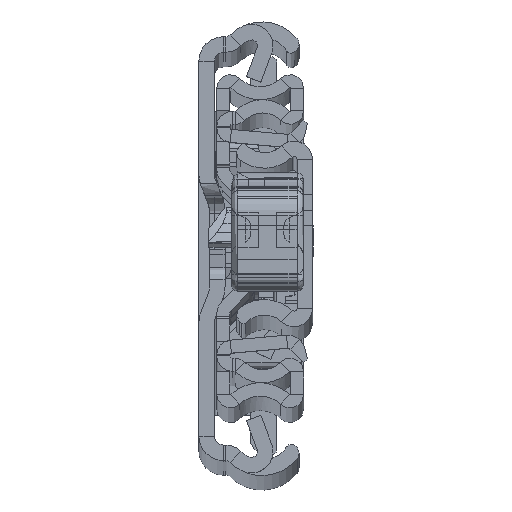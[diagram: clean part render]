
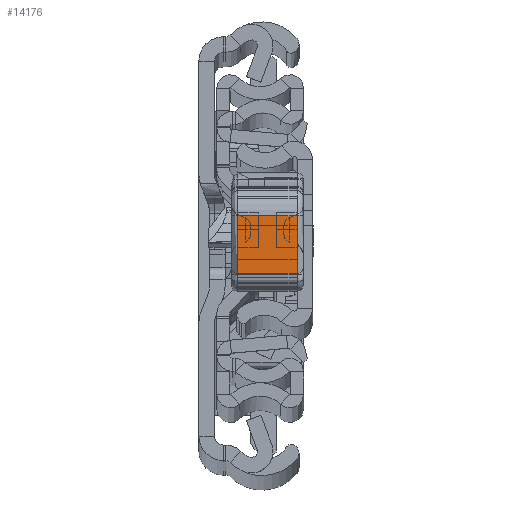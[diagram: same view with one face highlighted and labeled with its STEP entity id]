
A CAD part, top view. The second image highlights one B-rep face of the part: STEP entity #14176.
In plain terms, the highlighted face is planar.
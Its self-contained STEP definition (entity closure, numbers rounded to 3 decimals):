
#1120 = DIRECTION ( 'NONE',  ( -1., 0.027, 0. ) ) ;
#2238 = VECTOR ( 'NONE', #4576, 1000. ) ;
#4211 = CARTESIAN_POINT ( 'NONE',  ( 39.55, -12.274, 10. ) ) ;
#4576 = DIRECTION ( 'NONE',  ( -0.027, -1., 0. ) ) ;
#4694 = EDGE_CURVE ( 'NONE', #29443, #18690, #15073, .T. ) ;
#7661 = CARTESIAN_POINT ( 'NONE',  ( 39.818, -2.465, 0. ) ) ;
#8745 = FACE_OUTER_BOUND ( 'NONE', #32023, .T. ) ;
#9968 = ORIENTED_EDGE ( 'NONE', *, *, #4694, .T. ) ;
#10676 = LINE ( 'NONE', #21321, #23180 ) ;
#12557 = VECTOR ( 'NONE', #15377, 1000. ) ;
#13863 = EDGE_CURVE ( 'NONE', #18690, #25418, #29483, .T. ) ;
#13864 = ORIENTED_EDGE ( 'NONE', *, *, #22738, .T. ) ;
#14176 = ADVANCED_FACE ( 'NONE', ( #8745 ), #14867, .F. ) ;
#14867 = PLANE ( 'NONE',  #31105 ) ;
#15073 = LINE ( 'NONE', #32015, #20881 ) ;
#15377 = DIRECTION ( 'NONE',  ( 0., 0., -1. ) ) ;
#15778 = EDGE_CURVE ( 'NONE', #23882, #29443, #10676, .T. ) ;
#18690 = VERTEX_POINT ( 'NONE', #35143 ) ;
#20881 = VECTOR ( 'NONE', #26601, 1000. ) ;
#21321 = CARTESIAN_POINT ( 'NONE',  ( 39.55, -12.274, 0. ) ) ;
#22275 = DIRECTION ( 'NONE',  ( -0.027, -1., 0. ) ) ;
#22738 = EDGE_CURVE ( 'NONE', #25418, #23882, #28541, .T. ) ;
#23180 = VECTOR ( 'NONE', #32324, 1000. ) ;
#23882 = VERTEX_POINT ( 'NONE', #26594 ) ;
#25176 = ORIENTED_EDGE ( 'NONE', *, *, #15778, .T. ) ;
#25418 = VERTEX_POINT ( 'NONE', #33971 ) ;
#25884 = CARTESIAN_POINT ( 'NONE',  ( 39.55, -12.274, 11. ) ) ;
#26594 = CARTESIAN_POINT ( 'NONE',  ( 39.55, -12.274, 0. ) ) ;
#26601 = DIRECTION ( 'NONE',  ( 0., 0., 1. ) ) ;
#28541 = LINE ( 'NONE', #29065, #12557 ) ;
#29065 = CARTESIAN_POINT ( 'NONE',  ( 39.55, -12.274, 11. ) ) ;
#29443 = VERTEX_POINT ( 'NONE', #7661 ) ;
#29483 = LINE ( 'NONE', #4211, #2238 ) ;
#31105 = AXIS2_PLACEMENT_3D ( 'NONE', #25884, #1120, #22275 ) ;
#32015 = CARTESIAN_POINT ( 'NONE',  ( 39.818, -2.465, 11. ) ) ;
#32023 = EDGE_LOOP ( 'NONE', ( #13864, #25176, #9968, #33594 ) ) ;
#32324 = DIRECTION ( 'NONE',  ( 0.027, 1., 0. ) ) ;
#33594 = ORIENTED_EDGE ( 'NONE', *, *, #13863, .T. ) ;
#33971 = CARTESIAN_POINT ( 'NONE',  ( 39.55, -12.274, 10. ) ) ;
#35143 = CARTESIAN_POINT ( 'NONE',  ( 39.818, -2.465, 10. ) ) ;
